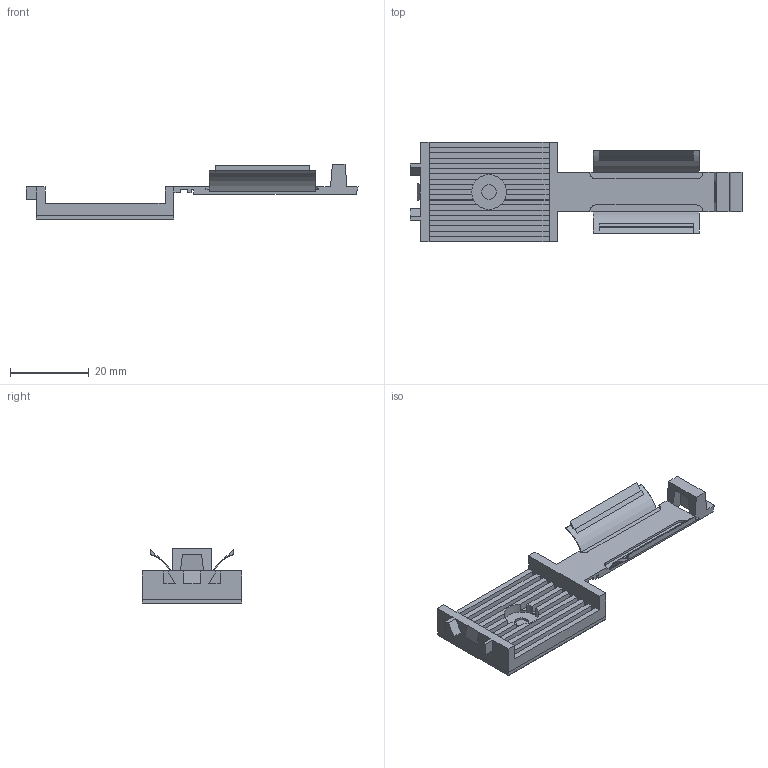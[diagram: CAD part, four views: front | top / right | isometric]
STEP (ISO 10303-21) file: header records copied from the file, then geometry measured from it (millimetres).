
FILE_DESCRIPTION(/* description */ ('Unknown'),/* implementation_level */ '2;1');
FILE_NAME(/* name */ '524233000_open',/* time_stamp */ '2020-12-04T09:35:53+01:00',/* author */ ('Unknown'),/* organization */ ('Unknown'),/* preprocessor_version */ 'ST-DEVELOPER v16.7',/* originating_system */ 'DEX',/* authorisation */ $);
FILE_SCHEMA (('AUTOMOTIVE_DESIGN {1 0 10303 214 3 1 1}'));
Length unit declared in the file: millimetre
Products named in the file (4): 524233000; self-adhesive tape; Release_tape
Assembly tree (3 placements, depth 2):
  524233000
    524233000
    self-adhesive tape
    Release_tape
Bounding box: 84.4 x 25.4 x 14 mm (x, y, z)
Volume: 4398.7 mm3; surface area: 9730.2 mm2
Topology: 3 solids, 3 shells, 141 faces, 396 edges, 262 vertices
Faces by surface type: plane 131, cylinder 10
Full cylindrical faces by diameter (mm): 3.7 x1, 8.85 x1
Entity records: 4573 total; most frequent: CARTESIAN_POINT 799, ORIENTED_EDGE 786, DIRECTION 722, EDGE_CURVE 393, LINE 354, VECTOR 354, VERTEX_POINT 261, AXIS2_PLACEMENT_3D 184
